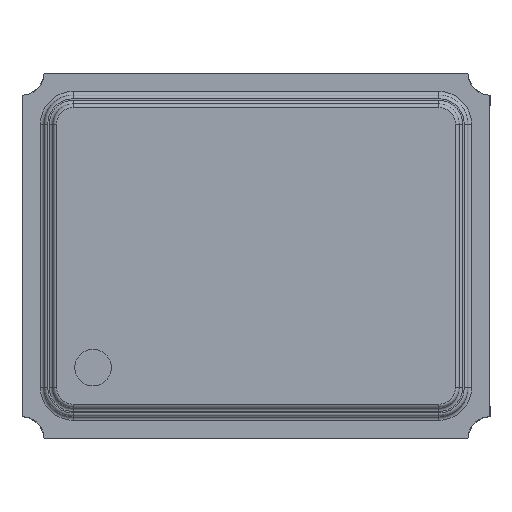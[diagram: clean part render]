
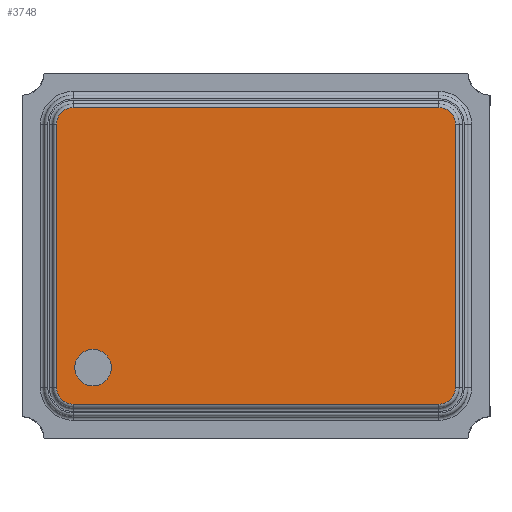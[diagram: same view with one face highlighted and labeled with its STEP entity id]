
A CAD part, top view. The second image highlights one B-rep face of the part: STEP entity #3748.
In plain terms, the highlighted planar face has unit normal (0, 0, 1).
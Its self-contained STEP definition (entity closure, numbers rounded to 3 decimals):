
#28 = LINE ( 'NONE', #1955, #2164 ) ;
#37 = CIRCLE ( 'NONE', #3242, 0.115 ) ;
#51 = VERTEX_POINT ( 'NONE', #2857 ) ;
#110 = CARTESIAN_POINT ( 'NONE',  ( 1.25, 0.9, 0.52 ) ) ;
#125 = VECTOR ( 'NONE', #3356, 1000. ) ;
#134 = FACE_OUTER_BOUND ( 'NONE', #2964, .T. ) ;
#174 = DIRECTION ( 'NONE',  ( 1., 0., 0. ) ) ;
#188 = VECTOR ( 'NONE', #3019, 1000. ) ;
#199 = PLANE ( 'NONE',  #360 ) ;
#226 = DIRECTION ( 'NONE',  ( 0., 1., 0. ) ) ;
#281 = CARTESIAN_POINT ( 'NONE',  ( -1.24, -0.765, 0.52 ) ) ;
#360 = AXIS2_PLACEMENT_3D ( 'NONE', #3005, #1479, #765 ) ;
#405 = VERTEX_POINT ( 'NONE', #281 ) ;
#551 = VERTEX_POINT ( 'NONE', #3314 ) ;
#576 = DIRECTION ( 'NONE',  ( 1., 0., 0. ) ) ;
#659 = ORIENTED_EDGE ( 'NONE', *, *, #2432, .T. ) ;
#734 = EDGE_CURVE ( 'NONE', #405, #3431, #2820, .T. ) ;
#765 = DIRECTION ( 'NONE',  ( 1., 0., 0. ) ) ;
#843 = DIRECTION ( 'NONE',  ( 0., 0., 1. ) ) ;
#873 = DIRECTION ( 'NONE',  ( 0., 0., 1. ) ) ;
#874 = LINE ( 'NONE', #3088, #3585 ) ;
#939 = CARTESIAN_POINT ( 'NONE',  ( -1.115, -0.765, 0.52 ) ) ;
#989 = CARTESIAN_POINT ( 'NONE',  ( -0.99, -0.765, 0.52 ) ) ;
#998 = VERTEX_POINT ( 'NONE', #1775 ) ;
#1345 = CARTESIAN_POINT ( 'NONE',  ( -1.365, -0.9, 0.52 ) ) ;
#1380 = VERTEX_POINT ( 'NONE', #2322 ) ;
#1428 = CARTESIAN_POINT ( 'NONE',  ( -1.25, 1.015, 0.52 ) ) ;
#1479 = DIRECTION ( 'NONE',  ( 0., 0., 1. ) ) ;
#1500 = CIRCLE ( 'NONE', #2892, 0.115 ) ;
#1519 = CIRCLE ( 'NONE', #3578, 0.115 ) ;
#1530 = CARTESIAN_POINT ( 'NONE',  ( -1.25, -0.9, 0.52 ) ) ;
#1561 = AXIS2_PLACEMENT_3D ( 'NONE', #3333, #1761, #576 ) ;
#1641 = ORIENTED_EDGE ( 'NONE', *, *, #3446, .T. ) ;
#1664 = EDGE_CURVE ( 'NONE', #3431, #405, #1908, .T. ) ;
#1736 = EDGE_CURVE ( 'NONE', #51, #1380, #2398, .T. ) ;
#1744 = ORIENTED_EDGE ( 'NONE', *, *, #1664, .F. ) ;
#1757 = FACE_BOUND ( 'NONE', #3820, .T. ) ;
#1761 = DIRECTION ( 'NONE',  ( 0., 0., 1. ) ) ;
#1773 = CARTESIAN_POINT ( 'NONE',  ( 1.25, -0.9, 0.52 ) ) ;
#1775 = CARTESIAN_POINT ( 'NONE',  ( 1.25, -1.015, 0.52 ) ) ;
#1840 = DIRECTION ( 'NONE',  ( 1., 0., 0. ) ) ;
#1845 = EDGE_CURVE ( 'NONE', #551, #2989, #874, .T. ) ;
#1868 = CARTESIAN_POINT ( 'NONE',  ( -1.25, -1.015, 0.52 ) ) ;
#1874 = EDGE_CURVE ( 'NONE', #2989, #51, #37, .T. ) ;
#1908 = CIRCLE ( 'NONE', #1921, 0.125 ) ;
#1921 = AXIS2_PLACEMENT_3D ( 'NONE', #939, #3810, #2222 ) ;
#1955 = CARTESIAN_POINT ( 'NONE',  ( -1.365, -0.9, 0.52 ) ) ;
#1958 = VERTEX_POINT ( 'NONE', #1345 ) ;
#1982 = DIRECTION ( 'NONE',  ( 0., -1., 0. ) ) ;
#2067 = EDGE_CURVE ( 'NONE', #998, #551, #1519, .T. ) ;
#2164 = VECTOR ( 'NONE', #1982, 1000. ) ;
#2193 = CARTESIAN_POINT ( 'NONE',  ( -1.25, 0.9, 0.52 ) ) ;
#2222 = DIRECTION ( 'NONE',  ( 1., 0., 0. ) ) ;
#2274 = ORIENTED_EDGE ( 'NONE', *, *, #4125, .T. ) ;
#2293 = DIRECTION ( 'NONE',  ( 1., 0., 0. ) ) ;
#2306 = ORIENTED_EDGE ( 'NONE', *, *, #2067, .T. ) ;
#2322 = CARTESIAN_POINT ( 'NONE',  ( -1.25, 1.015, 0.52 ) ) ;
#2398 = LINE ( 'NONE', #1428, #188 ) ;
#2420 = VERTEX_POINT ( 'NONE', #3779 ) ;
#2432 = EDGE_CURVE ( 'NONE', #1380, #2420, #3340, .T. ) ;
#2500 = DIRECTION ( 'NONE',  ( 1., 0., 0. ) ) ;
#2729 = LINE ( 'NONE', #3071, #125 ) ;
#2798 = EDGE_CURVE ( 'NONE', #1958, #3550, #1500, .T. ) ;
#2802 = DIRECTION ( 'NONE',  ( 0., 0., 1. ) ) ;
#2809 = AXIS2_PLACEMENT_3D ( 'NONE', #2193, #873, #2500 ) ;
#2820 = CIRCLE ( 'NONE', #1561, 0.125 ) ;
#2857 = CARTESIAN_POINT ( 'NONE',  ( 1.25, 1.015, 0.52 ) ) ;
#2890 = DIRECTION ( 'NONE',  ( 0., 0., 1. ) ) ;
#2892 = AXIS2_PLACEMENT_3D ( 'NONE', #1530, #2802, #1840 ) ;
#2964 = EDGE_LOOP ( 'NONE', ( #3541, #2274, #2306, #3967, #4007, #3405, #659, #1641 ) ) ;
#2989 = VERTEX_POINT ( 'NONE', #4001 ) ;
#3005 = CARTESIAN_POINT ( 'NONE',  ( 1.25, -0.9, 0.52 ) ) ;
#3019 = DIRECTION ( 'NONE',  ( -1., 0., 0. ) ) ;
#3071 = CARTESIAN_POINT ( 'NONE',  ( 1.25, -1.015, 0.52 ) ) ;
#3088 = CARTESIAN_POINT ( 'NONE',  ( 1.365, 0.9, 0.52 ) ) ;
#3242 = AXIS2_PLACEMENT_3D ( 'NONE', #110, #2890, #2293 ) ;
#3314 = CARTESIAN_POINT ( 'NONE',  ( 1.365, -0.9, 0.52 ) ) ;
#3333 = CARTESIAN_POINT ( 'NONE',  ( -1.115, -0.765, 0.52 ) ) ;
#3340 = CIRCLE ( 'NONE', #2809, 0.115 ) ;
#3356 = DIRECTION ( 'NONE',  ( 1., 0., 0. ) ) ;
#3405 = ORIENTED_EDGE ( 'NONE', *, *, #1736, .T. ) ;
#3431 = VERTEX_POINT ( 'NONE', #989 ) ;
#3446 = EDGE_CURVE ( 'NONE', #2420, #1958, #28, .T. ) ;
#3541 = ORIENTED_EDGE ( 'NONE', *, *, #2798, .T. ) ;
#3545 = ORIENTED_EDGE ( 'NONE', *, *, #734, .F. ) ;
#3550 = VERTEX_POINT ( 'NONE', #1868 ) ;
#3578 = AXIS2_PLACEMENT_3D ( 'NONE', #1773, #843, #174 ) ;
#3585 = VECTOR ( 'NONE', #226, 1000. ) ;
#3748 = ADVANCED_FACE ( 'NONE', ( #134, #1757 ), #199, .T. ) ;
#3779 = CARTESIAN_POINT ( 'NONE',  ( -1.365, 0.9, 0.52 ) ) ;
#3810 = DIRECTION ( 'NONE',  ( 0., 0., 1. ) ) ;
#3820 = EDGE_LOOP ( 'NONE', ( #1744, #3545 ) ) ;
#3967 = ORIENTED_EDGE ( 'NONE', *, *, #1845, .T. ) ;
#4001 = CARTESIAN_POINT ( 'NONE',  ( 1.365, 0.9, 0.52 ) ) ;
#4007 = ORIENTED_EDGE ( 'NONE', *, *, #1874, .T. ) ;
#4125 = EDGE_CURVE ( 'NONE', #3550, #998, #2729, .T. ) ;
